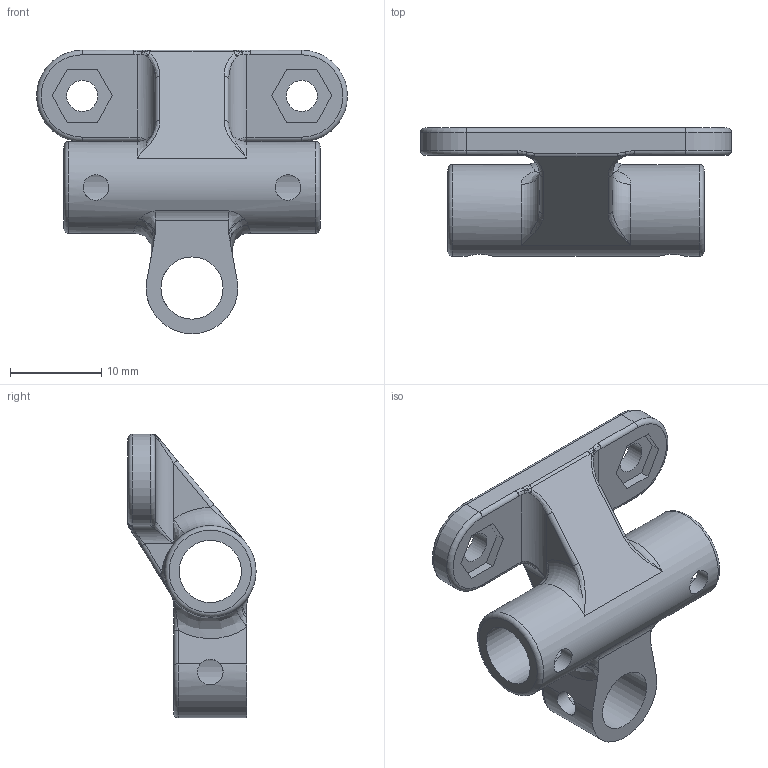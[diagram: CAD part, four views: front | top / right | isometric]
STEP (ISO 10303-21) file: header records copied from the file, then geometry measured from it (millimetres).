
FILE_DESCRIPTION(/* description */ (''),/* implementation_level */ '2;1');
FILE_NAME(/* name */ 'v5nosemount.stp',/* time_stamp */ '2024-03-05T19:09:47-06:00',/* author */ ('Eric'),/* organization */ (''),/* preprocessor_version */ 'ST-DEVELOPER v20',/* originating_system */ 'Autodesk Inventor 2024',/* authorisation */ '');
FILE_SCHEMA (('AUTOMOTIVE_DESIGN { 1 0 10303 214 3 1 1 }'));
Length unit declared in the file: millimetre
Products named in the file (1): v2nosemount
Bounding box: 34 x 14 x 31 mm (x, y, z)
Volume: 3043.2 mm3; surface area: 2959.5 mm2
Topology: 1 solids, 1 shells, 121 faces, 322 edges, 201 vertices
Faces by surface type: bspline 48, cylinder 32, plane 32, torus 9
Full cylindrical faces by diameter (mm): 2.8 x3, 3.4 x2, 6.8 x2, 10 x1
Entity records: 8517 total; most frequent: CARTESIAN_POINT 5735, ORIENTED_EDGE 640, DIRECTION 460, EDGE_CURVE 320, VERTEX_POINT 201, AXIS2_PLACEMENT_3D 178, EDGE_LOOP 135, FACE_OUTER_BOUND 121
